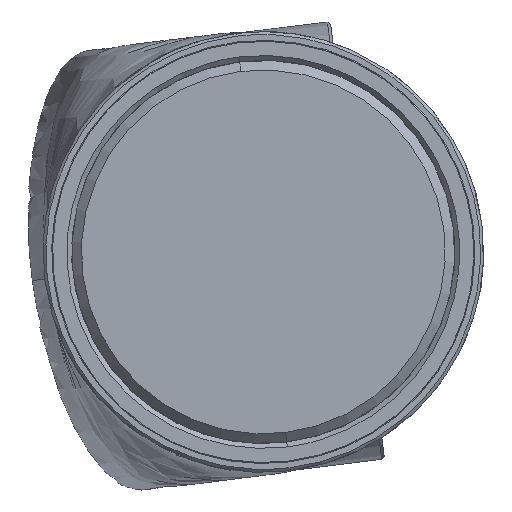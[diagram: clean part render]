
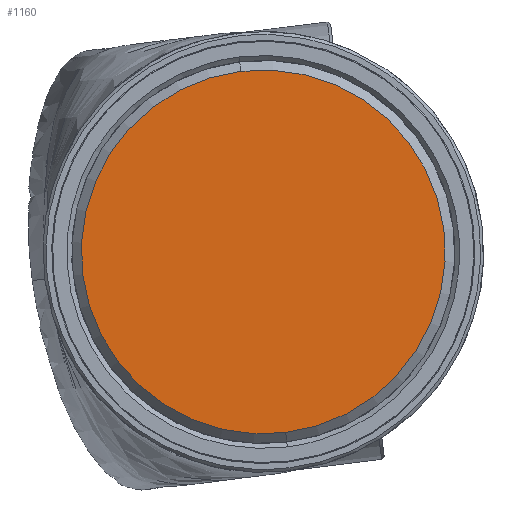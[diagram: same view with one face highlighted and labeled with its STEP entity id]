
A CAD part, left-side view. The second image highlights one B-rep face of the part: STEP entity #1160.
In plain terms, the highlighted face is planar.
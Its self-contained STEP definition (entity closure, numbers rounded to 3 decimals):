
#32 = AXIS2_PLACEMENT_3D ( 'NONE', #8388, #370, #4053 ) ;
#370 = DIRECTION ( 'NONE',  ( 0., 1., 0. ) ) ;
#1160 = ADVANCED_FACE ( 'NONE', ( #2298 ), #7564, .F. ) ;
#1212 = DIRECTION ( 'NONE',  ( 0., 0., -1. ) ) ;
#1853 = ORIENTED_EDGE ( 'NONE', *, *, #8095, .T. ) ;
#2298 = FACE_OUTER_BOUND ( 'NONE', #3360, .T. ) ;
#2558 = VERTEX_POINT ( 'NONE', #10460 ) ;
#2973 = DIRECTION ( 'NONE',  ( 0., 0., -1. ) ) ;
#3360 = EDGE_LOOP ( 'NONE', ( #1853, #10784 ) ) ;
#4053 = DIRECTION ( 'NONE',  ( 1., 0., 0. ) ) ;
#4764 = VERTEX_POINT ( 'NONE', #11050 ) ;
#7354 = CARTESIAN_POINT ( 'NONE',  ( 0., 0., 0. ) ) ;
#7523 = CIRCLE ( 'NONE', #9964, 38. ) ;
#7564 = PLANE ( 'NONE',  #32 ) ;
#8095 = EDGE_CURVE ( 'NONE', #4764, #2558, #9954, .T. ) ;
#8388 = CARTESIAN_POINT ( 'NONE',  ( 0., 0., 0. ) ) ;
#8416 = CARTESIAN_POINT ( 'NONE',  ( 0., 0., 0. ) ) ;
#9171 = DIRECTION ( 'NONE',  ( 0., -1., 0. ) ) ;
#9954 = CIRCLE ( 'NONE', #11237, 38. ) ;
#9964 = AXIS2_PLACEMENT_3D ( 'NONE', #7354, #9171, #1212 ) ;
#10061 = DIRECTION ( 'NONE',  ( 0., -1., 0. ) ) ;
#10460 = CARTESIAN_POINT ( 'NONE',  ( 0., 0., -38. ) ) ;
#10784 = ORIENTED_EDGE ( 'NONE', *, *, #11295, .T. ) ;
#11050 = CARTESIAN_POINT ( 'NONE',  ( 0., 0., 38. ) ) ;
#11237 = AXIS2_PLACEMENT_3D ( 'NONE', #8416, #10061, #2973 ) ;
#11295 = EDGE_CURVE ( 'NONE', #2558, #4764, #7523, .T. ) ;
